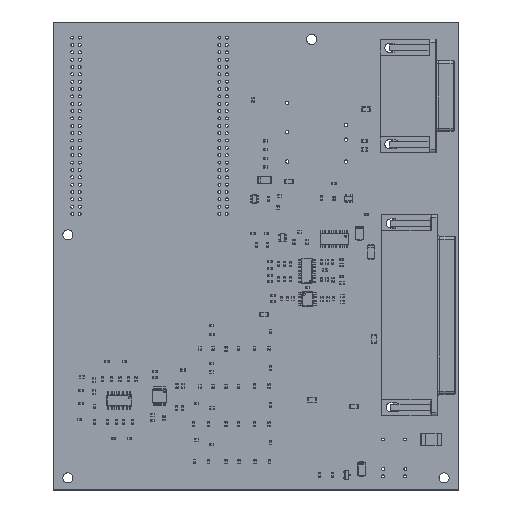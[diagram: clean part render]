
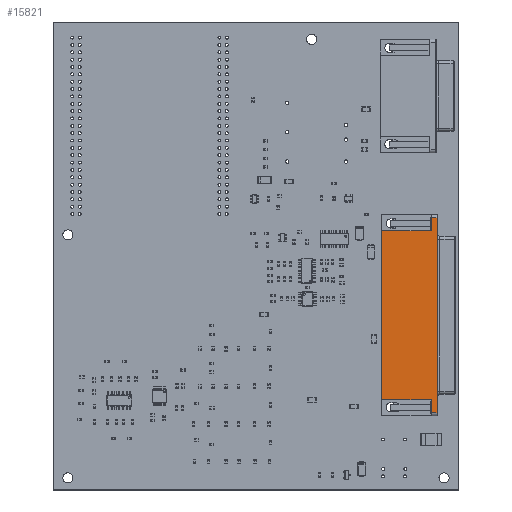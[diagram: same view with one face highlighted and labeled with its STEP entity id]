
A CAD part, top view. The second image highlights one B-rep face of the part: STEP entity #15821.
In plain terms, the highlighted planar face has unit normal (0, 0, 1).
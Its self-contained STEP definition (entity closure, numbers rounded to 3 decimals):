
#15580 = VERTEX_POINT('',#15581);
#15581 = CARTESIAN_POINT('',(-58.63,-17.4,12.5));
#15587 = EDGE_CURVE('',#15588,#15580,#15590,.T.);
#15588 = VERTEX_POINT('',#15589);
#15589 = CARTESIAN_POINT('',(8.77,-17.4,12.5));
#15590 = LINE('',#15591,#15592);
#15591 = CARTESIAN_POINT('',(8.77,-17.4,12.5));
#15592 = VECTOR('',#15593,1.);
#15593 = DIRECTION('',(-1.,0.,0.));
#15821 = ADVANCED_FACE('',(#15822),#15879,.T.);
#15822 = FACE_BOUND('',#15823,.T.);
#15823 = EDGE_LOOP('',(#15824,#15825,#15833,#15841,#15849,#15857,#15865,
    #15873));
#15824 = ORIENTED_EDGE('',*,*,#15587,.F.);
#15825 = ORIENTED_EDGE('',*,*,#15826,.T.);
#15826 = EDGE_CURVE('',#15588,#15827,#15829,.T.);
#15827 = VERTEX_POINT('',#15828);
#15828 = CARTESIAN_POINT('',(8.77,-15.4,12.5));
#15829 = LINE('',#15830,#15831);
#15830 = CARTESIAN_POINT('',(8.77,-17.4,12.5));
#15831 = VECTOR('',#15832,1.);
#15832 = DIRECTION('',(0.,1.,0.));
#15833 = ORIENTED_EDGE('',*,*,#15834,.F.);
#15834 = EDGE_CURVE('',#15835,#15827,#15837,.T.);
#15835 = VERTEX_POINT('',#15836);
#15836 = CARTESIAN_POINT('',(4.27,-15.4,12.5));
#15837 = LINE('',#15838,#15839);
#15838 = CARTESIAN_POINT('',(8.77,-15.4,12.5));
#15839 = VECTOR('',#15840,1.);
#15840 = DIRECTION('',(1.,0.,0.));
#15841 = ORIENTED_EDGE('',*,*,#15842,.F.);
#15842 = EDGE_CURVE('',#15843,#15835,#15845,.T.);
#15843 = VERTEX_POINT('',#15844);
#15844 = CARTESIAN_POINT('',(4.27,1.8,12.5));
#15845 = LINE('',#15846,#15847);
#15846 = CARTESIAN_POINT('',(4.27,-16.4,12.5));
#15847 = VECTOR('',#15848,1.);
#15848 = DIRECTION('',(0.,-1.,0.));
#15849 = ORIENTED_EDGE('',*,*,#15850,.T.);
#15850 = EDGE_CURVE('',#15843,#15851,#15853,.T.);
#15851 = VERTEX_POINT('',#15852);
#15852 = CARTESIAN_POINT('',(-54.13,1.8,12.5));
#15853 = LINE('',#15854,#15855);
#15854 = CARTESIAN_POINT('',(9.77,1.8,12.5));
#15855 = VECTOR('',#15856,1.);
#15856 = DIRECTION('',(-1.,0.,0.));
#15857 = ORIENTED_EDGE('',*,*,#15858,.F.);
#15858 = EDGE_CURVE('',#15859,#15851,#15861,.T.);
#15859 = VERTEX_POINT('',#15860);
#15860 = CARTESIAN_POINT('',(-54.13,-15.4,12.5));
#15861 = LINE('',#15862,#15863);
#15862 = CARTESIAN_POINT('',(-54.13,-16.4,12.5));
#15863 = VECTOR('',#15864,1.);
#15864 = DIRECTION('',(0.,1.,0.));
#15865 = ORIENTED_EDGE('',*,*,#15866,.F.);
#15866 = EDGE_CURVE('',#15867,#15859,#15869,.T.);
#15867 = VERTEX_POINT('',#15868);
#15868 = CARTESIAN_POINT('',(-58.63,-15.4,12.5));
#15869 = LINE('',#15870,#15871);
#15870 = CARTESIAN_POINT('',(-23.93,-15.4,12.5));
#15871 = VECTOR('',#15872,1.);
#15872 = DIRECTION('',(1.,0.,0.));
#15873 = ORIENTED_EDGE('',*,*,#15874,.F.);
#15874 = EDGE_CURVE('',#15580,#15867,#15875,.T.);
#15875 = LINE('',#15876,#15877);
#15876 = CARTESIAN_POINT('',(-58.63,-17.4,12.5));
#15877 = VECTOR('',#15878,1.);
#15878 = DIRECTION('',(0.,1.,0.));
#15879 = PLANE('',#15880);
#15880 = AXIS2_PLACEMENT_3D('',#15881,#15882,#15883);
#15881 = CARTESIAN_POINT('',(9.77,-17.4,12.5));
#15882 = DIRECTION('',(0.,0.,1.));
#15883 = DIRECTION('',(-1.,0.,0.));
